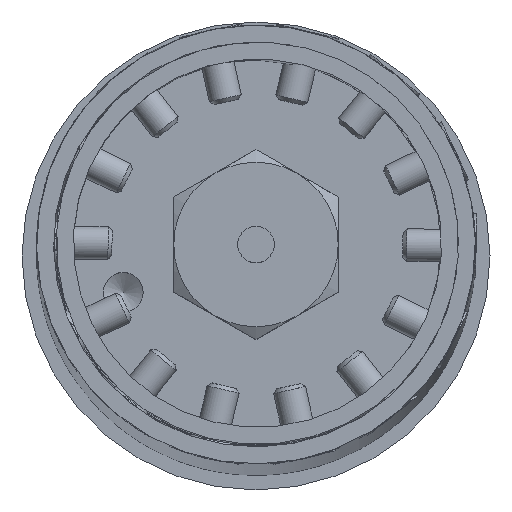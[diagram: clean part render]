
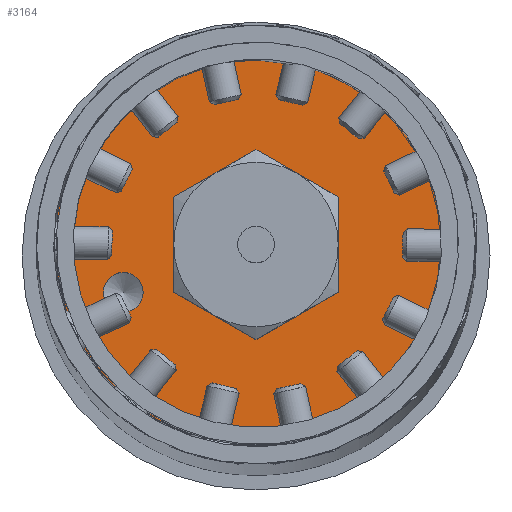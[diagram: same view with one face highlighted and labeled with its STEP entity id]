
A CAD part, top view. The second image highlights one B-rep face of the part: STEP entity #3164.
In plain terms, the highlighted planar face has unit normal (0, 0, 1).
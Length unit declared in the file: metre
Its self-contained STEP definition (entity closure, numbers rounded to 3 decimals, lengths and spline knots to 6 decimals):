
#1071=ORIENTED_EDGE('',*,*,#1466,.T.);
#1072=ORIENTED_EDGE('',*,*,#1467,.F.);
#1073=ORIENTED_EDGE('',*,*,#1468,.T.);
#1466=EDGE_CURVE('',#1780,#1780,#1948,.T.);
#1467=EDGE_CURVE('',#1781,#1781,#1949,.T.);
#1468=EDGE_CURVE('',#1782,#1782,#1950,.T.);
#1780=VERTEX_POINT('',#21722);
#1781=VERTEX_POINT('',#21724);
#1782=VERTEX_POINT('',#21726);
#1948=CIRCLE('',#3648,0.001727);
#1949=CIRCLE('',#3649,0.005563);
#1950=CIRCLE('',#3650,0.017437);
#2386=EDGE_LOOP('',(#1071));
#2387=EDGE_LOOP('',(#1072));
#2388=EDGE_LOOP('',(#1073));
#2865=FACE_BOUND('',#2386,.T.);
#2866=FACE_BOUND('',#2387,.T.);
#2867=FACE_BOUND('',#2388,.T.);
#2990=PLANE('',#3647);
#3164=ADVANCED_FACE('',(#2865,#2866,#2867),#2990,.T.);
#3647=AXIS2_PLACEMENT_3D('',#21720,#4284,#4285);
#3648=AXIS2_PLACEMENT_3D('',#21721,#4286,#4287);
#3649=AXIS2_PLACEMENT_3D('',#21723,#4288,#4289);
#3650=AXIS2_PLACEMENT_3D('',#21725,#4290,#4291);
#4284=DIRECTION('',(0.,0.,1.));
#4285=DIRECTION('',(1.,0.,0.));
#4286=DIRECTION('',(0.,0.,-1.));
#4287=DIRECTION('',(-1.,0.,0.));
#4288=DIRECTION('',(0.,0.,1.));
#4289=DIRECTION('',(1.,0.,0.));
#4290=DIRECTION('',(0.,0.,1.));
#4291=DIRECTION('',(1.,0.,0.));
#21720=CARTESIAN_POINT('',(0.,0.,0.01651));
#21721=CARTESIAN_POINT('',(-0.011529,-0.004127,0.01651));
#21722=CARTESIAN_POINT('',(-0.013256,-0.004127,0.01651));
#21723=CARTESIAN_POINT('',(0.,0.,0.01651));
#21724=CARTESIAN_POINT('',(0.005563,0.,0.01651));
#21725=CARTESIAN_POINT('',(0.,0.,0.01651));
#21726=CARTESIAN_POINT('',(0.017437,0.,0.01651));
